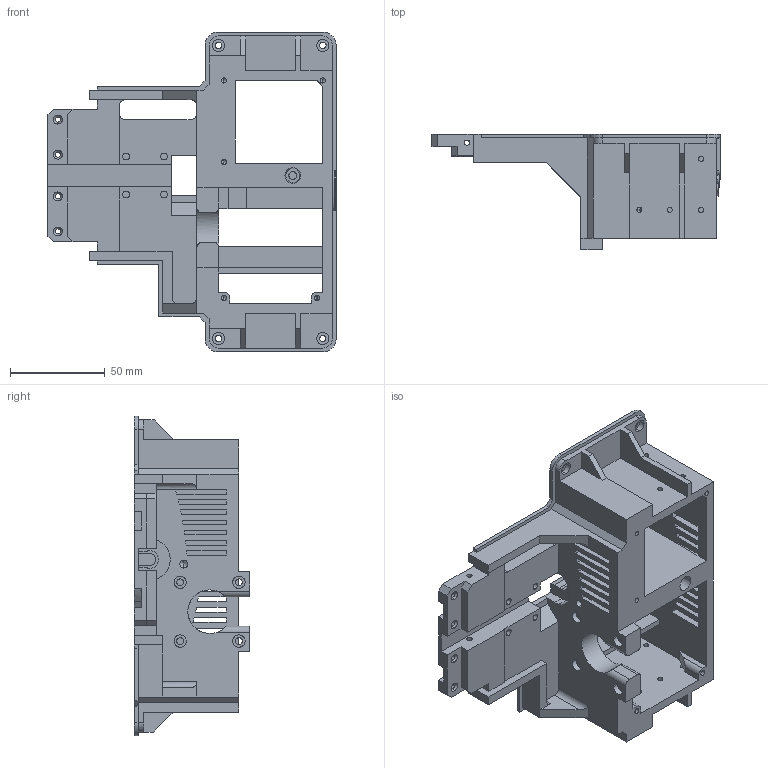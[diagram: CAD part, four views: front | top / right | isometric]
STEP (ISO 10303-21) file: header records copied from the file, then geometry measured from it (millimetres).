
FILE_DESCRIPTION (( 'STEP AP203' ), '1' );
FILE_NAME ('motor housing RIGHT-body-1 (Default).STEP', '2021-11-19T20:27:26', ( '' ), ( '' ), 'SwSTEP 2.0', 'SolidWorks 2020', '' );
FILE_SCHEMA (( 'CONFIG_CONTROL_DESIGN' ));
Length unit declared in the file: millimetre
Products named in the file (1): motor housing RIGHT-body-1 (Default)
Bounding box: 152 x 60.95 x 168.63 mm (x, y, z)
Volume: 273596.4 mm3; surface area: 98774 mm2
Topology: 1 solids, 2 shells, 447 faces, 1247 edges, 815 vertices
Faces by surface type: plane 257, cylinder 146, cone 22, bspline 22
Entity records: 18730 total; most frequent: CARTESIAN_POINT 7132, ORIENTED_EDGE 2470, DIRECTION 2254, EDGE_CURVE 1235, LINE 840, VECTOR 840, VERTEX_POINT 815, AXIS2_PLACEMENT_3D 707
